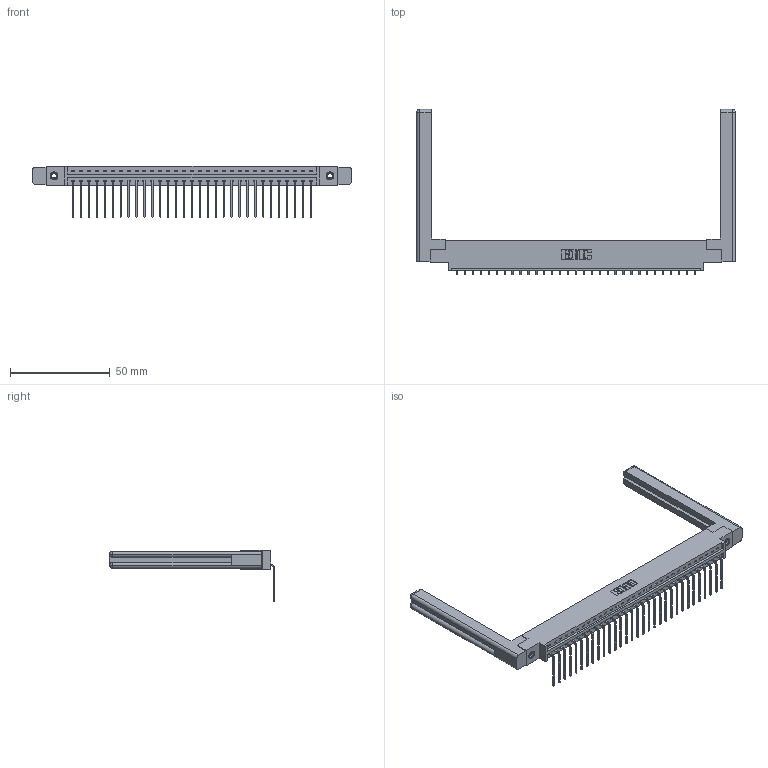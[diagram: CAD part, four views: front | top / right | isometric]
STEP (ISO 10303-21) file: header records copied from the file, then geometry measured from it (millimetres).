
FILE_DESCRIPTION (( 'STEP AP203' ), '1' );
FILE_NAME ('337-031-559-658.STEP', '2019-10-01T02:09:32', ( '' ), ( '' ), 'SwSTEP 2.0', 'SolidWorks 2016', '' );
FILE_SCHEMA (( 'CONFIG_CONTROL_DESIGN' ));
Length unit declared in the file: inch
Products named in the file (5): 345-250-001_345-250-001-102; 337-031-559-658; 345-292-001_558 559 Tail - 1; 307-220-058; 337 Part_0.170 Offset - 0.156 Dia-TI
Assembly tree (36 placements, depth 2):
  337-031-559-658
    337 Part_0.170 Offset - 0.156 Dia-TI
    345-292-001_558 559 Tail - 1  x31
    345-250-001_345-250-001-102  x2
    307-220-058  x2
Bounding box: 159.46 x 82.49 x 25.53 mm (x, y, z)
Volume: 23583.6 mm3; surface area: 22852.1 mm2
Topology: 36 solids, 36 shells, 2244 faces, 6691 edges, 4406 vertices
Faces by surface type: plane 1646, cylinder 574, cone 12, torus 12
Entity records: 27316 total; most frequent: CARTESIAN_POINT 4758, ORIENTED_EDGE 4664, DIRECTION 4046, EDGE_CURVE 2332, VECTOR 2156, LINE 2156, VERTEX_POINT 1546, AXIS2_PLACEMENT_3D 945
